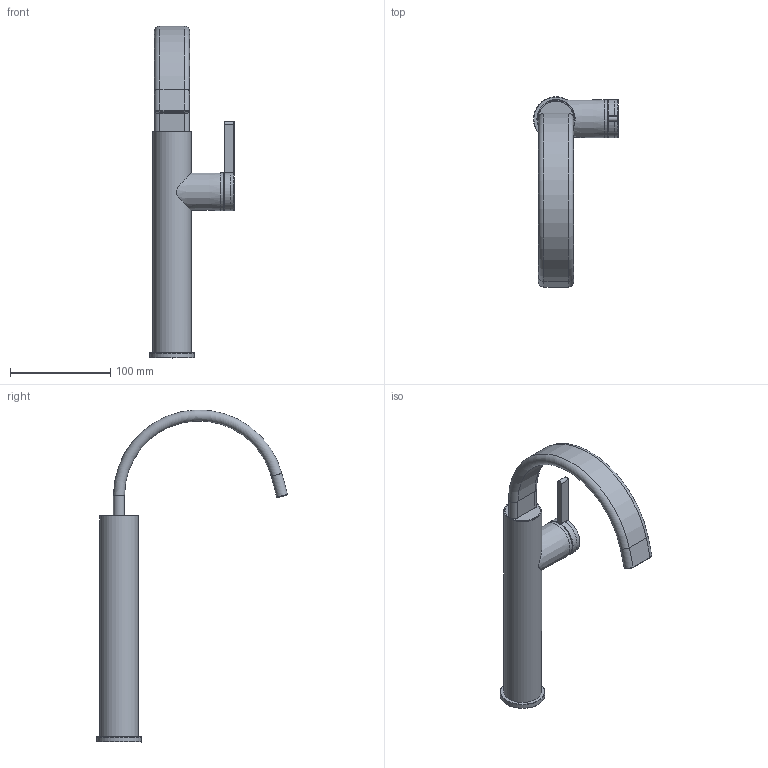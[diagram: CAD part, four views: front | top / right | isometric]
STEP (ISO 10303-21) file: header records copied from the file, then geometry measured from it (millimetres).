
FILE_DESCRIPTION(/* description */ (''),/* implementation_level */ '2;1');
FILE_NAME(/* name */ '3D_TVW106119151_Dawn.step',/* time_stamp */ '2023-01-19T16:31:40+01:00',/* author */ (''),/* organization */ (''),/* preprocessor_version */ 'ST-DEVELOPER v19.2',/* originating_system */ 'Autodesk Translation Framework v11.17.0.187',/* authorisation */ '');
FILE_SCHEMA (('AUTOMOTIVE_DESIGN { 1 0 10303 214 3 1 1 }'));
Length unit declared in the file: millimetre
Products named in the file (13): (Nicht gespeichert); 01000344_AF0_ASM; 01000343_AF1_ASM; 12000703_AF3; 05000016; 12000518; 17000083_ASM; 12000702; 02000394; 12000701_AF5; Komponente10; Komponente11; Komponente12
Assembly tree (12 placements, depth 4):
  (Nicht gespeichert)
    01000344_AF0_ASM
      01000343_AF1_ASM
        12000703_AF3
    05000016
    12000518
    17000083_ASM
      12000702
      02000394
    12000701_AF5
    Komponente10
    Komponente11
    Komponente12
Bounding box: 84.7 x 190.6 x 331.41 mm (x, y, z)
Volume: 304361.7 mm3; surface area: 74103 mm2
Topology: 8 solids, 9 shells, 140 faces, 294 edges, 181 vertices
Faces by surface type: plane 55, cylinder 44, cone 22, torus 11, bspline 6, sphere 2
Full cylindrical faces by diameter (mm): 4.9 x1, 6.5 x1, 7.2 x1, 8.3 x1, 32.5 x1, 33.2 x1, 35 x3, 35.2 x1, 37 x1, 38 x2, 44.8 x1
Entity records: 7762 total; most frequent: CARTESIAN_POINT 4353, DIRECTION 725, ORIENTED_EDGE 580, EDGE_CURVE 294, AXIS2_PLACEMENT_3D 294, VERTEX_POINT 181, EDGE_LOOP 155, FACE_OUTER_BOUND 140
